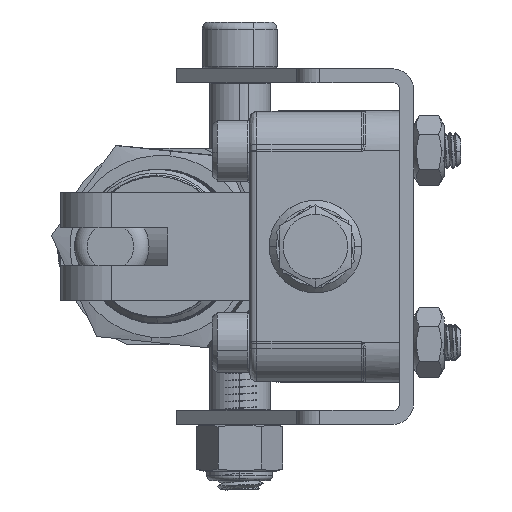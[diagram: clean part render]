
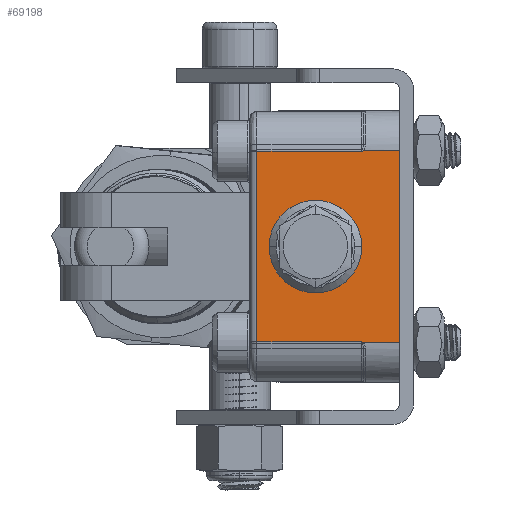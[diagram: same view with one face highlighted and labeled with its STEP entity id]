
A CAD part, left-side view. The second image highlights one B-rep face of the part: STEP entity #69198.
In plain terms, the highlighted planar face has unit normal (-1, 0, 0).
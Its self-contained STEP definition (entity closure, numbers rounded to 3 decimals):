
#3571 = DIRECTION ( 'NONE',  ( 0., 0., 1. ) ) ;
#4729 = VERTEX_POINT ( 'NONE', #95602 ) ;
#5227 = VERTEX_POINT ( 'NONE', #79841 ) ;
#6524 = LINE ( 'NONE', #59000, #43869 ) ;
#8468 = VECTOR ( 'NONE', #9067, 1000. ) ;
#9067 = DIRECTION ( 'NONE',  ( 0., 0., -1. ) ) ;
#10241 = CIRCLE ( 'NONE', #20829, 9.9 ) ;
#12377 = LINE ( 'NONE', #26280, #89401 ) ;
#13552 = CARTESIAN_POINT ( 'NONE',  ( -83.086, -20.5, -2. ) ) ;
#14079 = CARTESIAN_POINT ( 'NONE',  ( -83.086, 20.346, 6.2 ) ) ;
#14585 = DIRECTION ( 'NONE',  ( 0., 0., -1. ) ) ;
#15315 = VERTEX_POINT ( 'NONE', #78670 ) ;
#16558 = EDGE_CURVE ( 'NONE', #88420, #4729, #25600, .T. ) ;
#17829 = EDGE_LOOP ( 'NONE', ( #67539, #92609, #19068, #87169, #20022, #96295, #40393, #57606 ) ) ;
#18257 = DIRECTION ( 'NONE',  ( 0., 0., -1. ) ) ;
#19068 = ORIENTED_EDGE ( 'NONE', *, *, #70165, .F. ) ;
#20022 = ORIENTED_EDGE ( 'NONE', *, *, #51354, .F. ) ;
#20829 = AXIS2_PLACEMENT_3D ( 'NONE', #36045, #88228, #43563 ) ;
#22893 = CARTESIAN_POINT ( 'NONE',  ( -83.086, 0., 25.9 ) ) ;
#25600 = LINE ( 'NONE', #41832, #65368 ) ;
#25914 = LINE ( 'NONE', #61243, #8468 ) ;
#26280 = CARTESIAN_POINT ( 'NONE',  ( -83.086, 0., 28.5 ) ) ;
#29986 = CARTESIAN_POINT ( 'NONE',  ( -83.086, 20.346, 6.2 ) ) ;
#30125 = CARTESIAN_POINT ( 'NONE',  ( -83.086, -20.5, 5.767 ) ) ;
#32042 = B_SPLINE_CURVE_WITH_KNOTS ( 'NONE', 3,
 ( #51293, #88432, #58782, #14079 ),
 .UNSPECIFIED., .F., .F.,
 ( 4, 4 ),
 ( 0., 1. ),
 .UNSPECIFIED. ) ;
#32828 = CARTESIAN_POINT ( 'NONE',  ( -83.086, -20.5, 5.767 ) ) ;
#32859 = EDGE_CURVE ( 'NONE', #5227, #59508, #12377, .T. ) ;
#34522 = EDGE_CURVE ( 'NONE', #15315, #82085, #74800, .T. ) ;
#36045 = CARTESIAN_POINT ( 'NONE',  ( -83.086, 0., 16. ) ) ;
#36215 = CARTESIAN_POINT ( 'NONE',  ( -83.086, 0., 6.1 ) ) ;
#37545 = EDGE_CURVE ( 'NONE', #72504, #4729, #25914, .T. ) ;
#39052 = FACE_BOUND ( 'NONE', #89170, .T. ) ;
#39251 = CARTESIAN_POINT ( 'NONE',  ( -83.086, -20.346, 28.5 ) ) ;
#40393 = ORIENTED_EDGE ( 'NONE', *, *, #37545, .T. ) ;
#40445 = DIRECTION ( 'NONE',  ( 1., 0., 0. ) ) ;
#41832 = CARTESIAN_POINT ( 'NONE',  ( -83.086, 0., -2. ) ) ;
#43563 = DIRECTION ( 'NONE',  ( 0., 0., 1. ) ) ;
#43869 = VECTOR ( 'NONE', #44303, 1000. ) ;
#44303 = DIRECTION ( 'NONE',  ( 0., 0., -1. ) ) ;
#47622 = AXIS2_PLACEMENT_3D ( 'NONE', #55493, #40445, #18257 ) ;
#48260 = DIRECTION ( 'NONE',  ( -1., 0., 0. ) ) ;
#51293 = CARTESIAN_POINT ( 'NONE',  ( -83.086, 20.5, 5.767 ) ) ;
#51354 = EDGE_CURVE ( 'NONE', #86718, #5227, #63951, .T. ) ;
#54269 = FACE_OUTER_BOUND ( 'NONE', #17829, .T. ) ;
#55493 = CARTESIAN_POINT ( 'NONE',  ( -83.086, -20.5, 28.5 ) ) ;
#56016 = DIRECTION ( 'NONE',  ( 0., -1., 0. ) ) ;
#57606 = ORIENTED_EDGE ( 'NONE', *, *, #16558, .F. ) ;
#58782 = CARTESIAN_POINT ( 'NONE',  ( -83.086, 20.346, 6.062 ) ) ;
#59000 = CARTESIAN_POINT ( 'NONE',  ( -83.086, -20.5, 13.25 ) ) ;
#59270 = CARTESIAN_POINT ( 'NONE',  ( -83.086, -20.346, 13.25 ) ) ;
#59508 = VERTEX_POINT ( 'NONE', #39251 ) ;
#59618 = CARTESIAN_POINT ( 'NONE',  ( -83.086, 20.5, 5.767 ) ) ;
#61243 = CARTESIAN_POINT ( 'NONE',  ( -83.086, 20.5, 1.907 ) ) ;
#61621 = VECTOR ( 'NONE', #74333, 1000. ) ;
#62508 = CARTESIAN_POINT ( 'NONE',  ( -83.086, -20.346, 6.2 ) ) ;
#62951 = PLANE ( 'NONE',  #47622 ) ;
#63951 = LINE ( 'NONE', #66834, #61621 ) ;
#65368 = VECTOR ( 'NONE', #94026, 1000. ) ;
#66834 = CARTESIAN_POINT ( 'NONE',  ( -83.086, 20.346, 13.25 ) ) ;
#67539 = ORIENTED_EDGE ( 'NONE', *, *, #88184, .F. ) ;
#69198 = ADVANCED_FACE ( 'NONE', ( #39052, #54269 ), #62951, .F. ) ;
#69958 = LINE ( 'NONE', #59270, #85100 ) ;
#70165 = EDGE_CURVE ( 'NONE', #59508, #15315, #69958, .T. ) ;
#71228 = VERTEX_POINT ( 'NONE', #36215 ) ;
#72504 = VERTEX_POINT ( 'NONE', #59618 ) ;
#73172 = VERTEX_POINT ( 'NONE', #22893 ) ;
#74333 = DIRECTION ( 'NONE',  ( 0., 0., 1. ) ) ;
#74800 = B_SPLINE_CURVE_WITH_KNOTS ( 'NONE', 3,
 ( #62508, #77180, #77509, #32828 ),
 .UNSPECIFIED., .F., .F.,
 ( 4, 4 ),
 ( 0., 1. ),
 .UNSPECIFIED. ) ;
#77180 = CARTESIAN_POINT ( 'NONE',  ( -83.086, -20.346, 6.062 ) ) ;
#77509 = CARTESIAN_POINT ( 'NONE',  ( -83.086, -20.393, 5.917 ) ) ;
#78670 = CARTESIAN_POINT ( 'NONE',  ( -83.086, -20.346, 6.2 ) ) ;
#79841 = CARTESIAN_POINT ( 'NONE',  ( -83.086, 20.346, 28.5 ) ) ;
#80910 = EDGE_CURVE ( 'NONE', #73172, #71228, #93659, .T. ) ;
#81444 = ORIENTED_EDGE ( 'NONE', *, *, #80910, .F. ) ;
#82085 = VERTEX_POINT ( 'NONE', #30125 ) ;
#85100 = VECTOR ( 'NONE', #14585, 1000. ) ;
#85581 = EDGE_CURVE ( 'NONE', #71228, #73172, #10241, .T. ) ;
#86718 = VERTEX_POINT ( 'NONE', #29986 ) ;
#87169 = ORIENTED_EDGE ( 'NONE', *, *, #32859, .F. ) ;
#88184 = EDGE_CURVE ( 'NONE', #82085, #88420, #6524, .T. ) ;
#88228 = DIRECTION ( 'NONE',  ( -1., 0., 0. ) ) ;
#88420 = VERTEX_POINT ( 'NONE', #13552 ) ;
#88432 = CARTESIAN_POINT ( 'NONE',  ( -83.086, 20.393, 5.917 ) ) ;
#89170 = EDGE_LOOP ( 'NONE', ( #81444, #95902 ) ) ;
#89318 = EDGE_CURVE ( 'NONE', #72504, #86718, #32042, .T. ) ;
#89401 = VECTOR ( 'NONE', #56016, 1000. ) ;
#91817 = AXIS2_PLACEMENT_3D ( 'NONE', #92904, #48260, #3571 ) ;
#92609 = ORIENTED_EDGE ( 'NONE', *, *, #34522, .F. ) ;
#92904 = CARTESIAN_POINT ( 'NONE',  ( -83.086, 0., 16. ) ) ;
#93659 = CIRCLE ( 'NONE', #91817, 9.9 ) ;
#94026 = DIRECTION ( 'NONE',  ( 0., 1., 0. ) ) ;
#95602 = CARTESIAN_POINT ( 'NONE',  ( -83.086, 20.5, -2. ) ) ;
#95902 = ORIENTED_EDGE ( 'NONE', *, *, #85581, .F. ) ;
#96295 = ORIENTED_EDGE ( 'NONE', *, *, #89318, .F. ) ;
